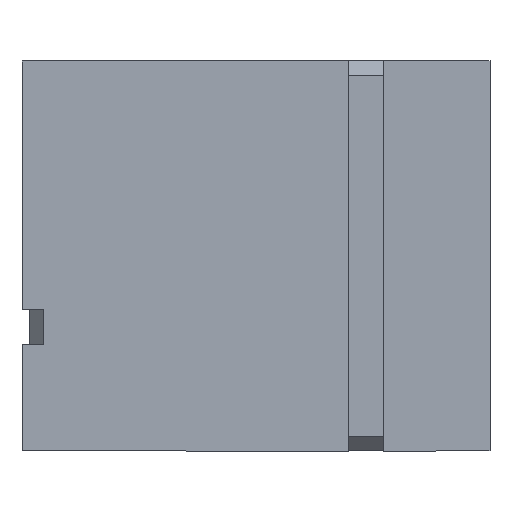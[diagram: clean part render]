
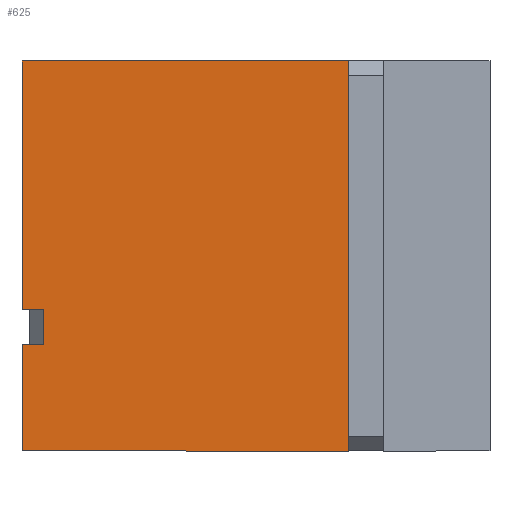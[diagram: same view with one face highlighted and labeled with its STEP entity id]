
A CAD part, front view. The second image highlights one B-rep face of the part: STEP entity #625.
In plain terms, the highlighted planar face has unit normal (0, -1, 0).
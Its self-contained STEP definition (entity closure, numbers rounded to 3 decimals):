
#43=FACE_OUTER_BOUND('',#77,.T.);
#77=EDGE_LOOP('',(#444,#445,#446,#447,#448,#449,#450,#451));
#108=LINE('',#889,#186);
#116=LINE('',#906,#194);
#120=LINE('',#913,#198);
#123=LINE('',#919,#201);
#124=LINE('',#922,#202);
#127=LINE('',#930,#205);
#128=LINE('',#932,#206);
#129=LINE('',#933,#207);
#186=VECTOR('',#717,10.);
#194=VECTOR('',#731,10.);
#198=VECTOR('',#737,10.);
#201=VECTOR('',#742,10.);
#202=VECTOR('',#745,10.);
#205=VECTOR('',#752,10.);
#206=VECTOR('',#753,10.);
#207=VECTOR('',#754,10.);
#261=VERTEX_POINT('',#882);
#264=VERTEX_POINT('',#887);
#269=VERTEX_POINT('',#903);
#272=VERTEX_POINT('',#910);
#274=VERTEX_POINT('',#917);
#275=VERTEX_POINT('',#921);
#278=VERTEX_POINT('',#929);
#279=VERTEX_POINT('',#931);
#324=EDGE_CURVE('',#264,#261,#108,.T.);
#332=EDGE_CURVE('',#264,#269,#116,.T.);
#336=EDGE_CURVE('',#272,#261,#120,.T.);
#339=EDGE_CURVE('',#269,#274,#123,.T.);
#340=EDGE_CURVE('',#275,#272,#124,.T.);
#344=EDGE_CURVE('',#274,#278,#127,.T.);
#345=EDGE_CURVE('',#278,#279,#128,.T.);
#346=EDGE_CURVE('',#279,#275,#129,.T.);
#444=ORIENTED_EDGE('',*,*,#332,.T.);
#445=ORIENTED_EDGE('',*,*,#339,.T.);
#446=ORIENTED_EDGE('',*,*,#344,.T.);
#447=ORIENTED_EDGE('',*,*,#345,.T.);
#448=ORIENTED_EDGE('',*,*,#346,.T.);
#449=ORIENTED_EDGE('',*,*,#340,.T.);
#450=ORIENTED_EDGE('',*,*,#336,.T.);
#451=ORIENTED_EDGE('',*,*,#324,.F.);
#598=PLANE('',#673);
#625=ADVANCED_FACE('',(#43),#598,.T.);
#673=AXIS2_PLACEMENT_3D('',#928,#750,#751);
#717=DIRECTION('',(0.,0.,1.));
#731=DIRECTION('',(-1.,0.,0.));
#737=DIRECTION('',(1.,0.,0.));
#742=DIRECTION('',(0.,0.,-1.));
#745=DIRECTION('',(0.,0.,-1.));
#750=DIRECTION('center_axis',(0.,-1.,0.));
#751=DIRECTION('ref_axis',(0.,0.,-1.));
#752=DIRECTION('',(1.,0.,0.));
#753=DIRECTION('',(0.,0.,1.));
#754=DIRECTION('',(-1.,0.,0.));
#882=CARTESIAN_POINT('',(-42.,0.,-15.));
#887=CARTESIAN_POINT('',(-42.,0.,-20.));
#889=CARTESIAN_POINT('',(-42.,0.,-12.5));
#903=CARTESIAN_POINT('',(-45.,0.,-20.));
#906=CARTESIAN_POINT('',(-24.75,0.,-20.));
#910=CARTESIAN_POINT('',(-45.,0.,-15.));
#913=CARTESIAN_POINT('',(-24.75,0.,-15.));
#917=CARTESIAN_POINT('',(-45.,0.,-35.));
#919=CARTESIAN_POINT('',(-45.,0.,-21.25));
#921=CARTESIAN_POINT('',(-45.,0.,20.));
#922=CARTESIAN_POINT('',(-45.,0.,-21.25));
#928=CARTESIAN_POINT('Origin',(-4.5,0.,-7.5));
#929=CARTESIAN_POINT('',(1.,0.,-35.));
#930=CARTESIAN_POINT('',(13.25,0.,-35.));
#931=CARTESIAN_POINT('',(1.,0.,20.));
#932=CARTESIAN_POINT('',(1.,0.,-21.25));
#933=CARTESIAN_POINT('',(-22.25,0.,20.));
